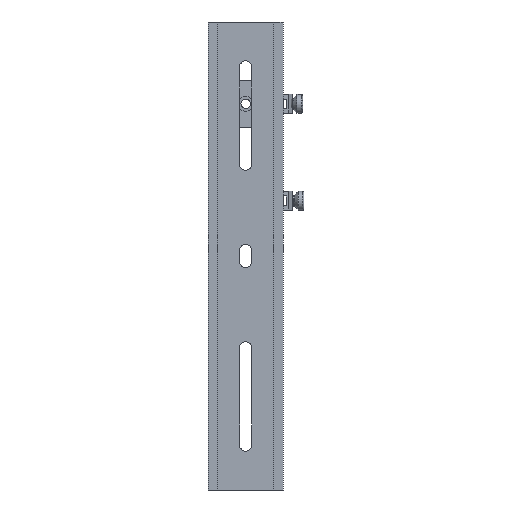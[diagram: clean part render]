
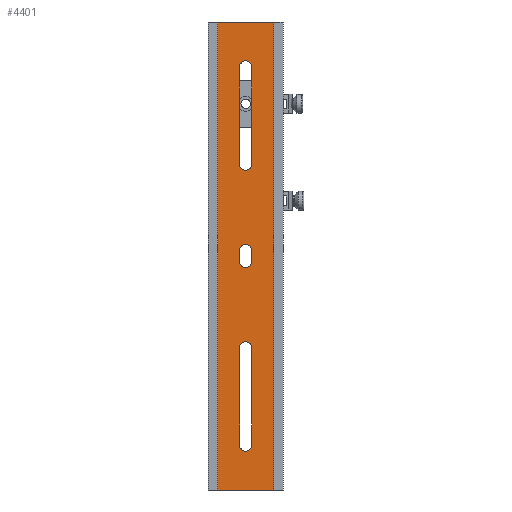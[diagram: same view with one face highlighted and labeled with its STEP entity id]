
A CAD part, front view. The second image highlights one B-rep face of the part: STEP entity #4401.
In plain terms, the highlighted planar face has unit normal (0, -1, 0).
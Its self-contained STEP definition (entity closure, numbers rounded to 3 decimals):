
#29 = CARTESIAN_POINT ( 'NONE',  ( -3.25, -6., 49. ) ) ;
#39 = CARTESIAN_POINT ( 'NONE',  ( -15., -6., 294.662 ) ) ;
#57 = ORIENTED_EDGE ( 'NONE', *, *, #2853, .F. ) ;
#76 = EDGE_LOOP ( 'NONE', ( #4547, #2750, #1611, #1181 ) ) ;
#242 = CARTESIAN_POINT ( 'NONE',  ( 3.25, -6., -49. ) ) ;
#274 = CIRCLE ( 'NONE', #3188, 3.25 ) ;
#384 = DIRECTION ( 'NONE',  ( 0., 0., -1. ) ) ;
#385 = LINE ( 'NONE', #3855, #439 ) ;
#412 = DIRECTION ( 'NONE',  ( 1., 0., 0. ) ) ;
#439 = VECTOR ( 'NONE', #5581, 1000. ) ;
#552 = CARTESIAN_POINT ( 'NONE',  ( 3.25, -6., -3. ) ) ;
#576 = ORIENTED_EDGE ( 'NONE', *, *, #1996, .T. ) ;
#613 = ORIENTED_EDGE ( 'NONE', *, *, #3561, .T. ) ;
#627 = VERTEX_POINT ( 'NONE', #242 ) ;
#659 = EDGE_LOOP ( 'NONE', ( #1942, #613, #2626, #1667 ) ) ;
#663 = VECTOR ( 'NONE', #384, 1000. ) ;
#668 = CARTESIAN_POINT ( 'NONE',  ( 15., -6., 294.662 ) ) ;
#689 = DIRECTION ( 'NONE',  ( 1., 0., 0. ) ) ;
#719 = CARTESIAN_POINT ( 'NONE',  ( 0., -6., -125. ) ) ;
#750 = DIRECTION ( 'NONE',  ( 0., 0., -1. ) ) ;
#814 = FACE_OUTER_BOUND ( 'NONE', #659, .T. ) ;
#846 = FACE_BOUND ( 'NONE', #1531, .T. ) ;
#861 = CARTESIAN_POINT ( 'NONE',  ( 3.25, -6., 0. ) ) ;
#878 = DIRECTION ( 'NONE',  ( 0., -1., 0. ) ) ;
#916 = CARTESIAN_POINT ( 'NONE',  ( 0., -6., 49. ) ) ;
#975 = VERTEX_POINT ( 'NONE', #2612 ) ;
#1095 = VERTEX_POINT ( 'NONE', #4456 ) ;
#1123 = CARTESIAN_POINT ( 'NONE',  ( -3.25, -6., -101. ) ) ;
#1143 = DIRECTION ( 'NONE',  ( 0., 0., -1. ) ) ;
#1177 = DIRECTION ( 'NONE',  ( 0., -1., 0. ) ) ;
#1181 = ORIENTED_EDGE ( 'NONE', *, *, #4418, .F. ) ;
#1200 = VERTEX_POINT ( 'NONE', #1422 ) ;
#1219 = CARTESIAN_POINT ( 'NONE',  ( -15., -6., 125. ) ) ;
#1255 = CARTESIAN_POINT ( 'NONE',  ( -3.25, -6., -3. ) ) ;
#1256 = DIRECTION ( 'NONE',  ( 1., 0., 0. ) ) ;
#1269 = CARTESIAN_POINT ( 'NONE',  ( 0., -6., 0. ) ) ;
#1287 = LINE ( 'NONE', #3523, #4803 ) ;
#1347 = CARTESIAN_POINT ( 'NONE',  ( 3.25, -6., 49. ) ) ;
#1422 = CARTESIAN_POINT ( 'NONE',  ( -3.25, -6., 101. ) ) ;
#1464 = VECTOR ( 'NONE', #4317, 1000. ) ;
#1498 = CARTESIAN_POINT ( 'NONE',  ( 0., -6., 125. ) ) ;
#1531 = EDGE_LOOP ( 'NONE', ( #3945, #2459, #57, #2551 ) ) ;
#1611 = ORIENTED_EDGE ( 'NONE', *, *, #1770, .F. ) ;
#1648 = CIRCLE ( 'NONE', #4810, 3.25 ) ;
#1667 = ORIENTED_EDGE ( 'NONE', *, *, #5173, .F. ) ;
#1770 = EDGE_CURVE ( 'NONE', #5518, #5092, #1648, .T. ) ;
#1942 = ORIENTED_EDGE ( 'NONE', *, *, #3285, .T. ) ;
#1967 = CARTESIAN_POINT ( 'NONE',  ( 3.25, -6., 0. ) ) ;
#1996 = EDGE_CURVE ( 'NONE', #627, #2298, #3365, .T. ) ;
#2020 = EDGE_CURVE ( 'NONE', #2518, #5092, #2704, .T. ) ;
#2083 = CIRCLE ( 'NONE', #3168, 3.25 ) ;
#2128 = PLANE ( 'NONE',  #2895 ) ;
#2138 = CARTESIAN_POINT ( 'NONE',  ( 3.25, -6., 101. ) ) ;
#2154 = DIRECTION ( 'NONE',  ( 0., -1., 0. ) ) ;
#2174 = DIRECTION ( 'NONE',  ( 1., 0., 0. ) ) ;
#2186 = VECTOR ( 'NONE', #3746, 1000. ) ;
#2255 = CIRCLE ( 'NONE', #2341, 3.25 ) ;
#2292 = EDGE_LOOP ( 'NONE', ( #3176, #576, #5490, #2511 ) ) ;
#2298 = VERTEX_POINT ( 'NONE', #4655 ) ;
#2341 = AXIS2_PLACEMENT_3D ( 'NONE', #2455, #1177, #689 ) ;
#2397 = DIRECTION ( 'NONE',  ( 1., 0., 0. ) ) ;
#2455 = CARTESIAN_POINT ( 'NONE',  ( 0., -6., -49. ) ) ;
#2459 = ORIENTED_EDGE ( 'NONE', *, *, #5397, .T. ) ;
#2468 = VERTEX_POINT ( 'NONE', #29 ) ;
#2484 = VERTEX_POINT ( 'NONE', #2138 ) ;
#2511 = ORIENTED_EDGE ( 'NONE', *, *, #2517, .F. ) ;
#2512 = VECTOR ( 'NONE', #2174, 1000. ) ;
#2517 = EDGE_CURVE ( 'NONE', #975, #3546, #1287, .T. ) ;
#2518 = VERTEX_POINT ( 'NONE', #2590 ) ;
#2551 = ORIENTED_EDGE ( 'NONE', *, *, #5413, .F. ) ;
#2585 = DIRECTION ( 'NONE',  ( 1., 0., 0. ) ) ;
#2590 = CARTESIAN_POINT ( 'NONE',  ( 3.25, -6., 3. ) ) ;
#2596 = CARTESIAN_POINT ( 'NONE',  ( 0., -6., -101. ) ) ;
#2612 = CARTESIAN_POINT ( 'NONE',  ( -3.25, -6., -49. ) ) ;
#2626 = ORIENTED_EDGE ( 'NONE', *, *, #3095, .T. ) ;
#2653 = DIRECTION ( 'NONE',  ( 0., -1., 0. ) ) ;
#2701 = VECTOR ( 'NONE', #4627, 1000. ) ;
#2704 = LINE ( 'NONE', #861, #1464 ) ;
#2720 = CARTESIAN_POINT ( 'NONE',  ( 15., -6., -125. ) ) ;
#2750 = ORIENTED_EDGE ( 'NONE', *, *, #2020, .T. ) ;
#2789 = CARTESIAN_POINT ( 'NONE',  ( -3.25, -6., 0. ) ) ;
#2853 = EDGE_CURVE ( 'NONE', #2468, #3743, #274, .T. ) ;
#2860 = DIRECTION ( 'NONE',  ( 0., -1., 0. ) ) ;
#2879 = EDGE_CURVE ( 'NONE', #2484, #1200, #3362, .T. ) ;
#2895 = AXIS2_PLACEMENT_3D ( 'NONE', #1269, #4731, #3009 ) ;
#3009 = DIRECTION ( 'NONE',  ( 1., 0., 0. ) ) ;
#3089 = AXIS2_PLACEMENT_3D ( 'NONE', #4364, #878, #2585 ) ;
#3095 = EDGE_CURVE ( 'NONE', #4130, #4190, #4133, .T. ) ;
#3168 = AXIS2_PLACEMENT_3D ( 'NONE', #5569, #3550, #1256 ) ;
#3176 = ORIENTED_EDGE ( 'NONE', *, *, #3594, .F. ) ;
#3188 = AXIS2_PLACEMENT_3D ( 'NONE', #916, #2653, #4828 ) ;
#3207 = LINE ( 'NONE', #1498, #2512 ) ;
#3285 = EDGE_CURVE ( 'NONE', #4811, #1095, #3487, .T. ) ;
#3327 = LINE ( 'NONE', #2789, #2701 ) ;
#3362 = CIRCLE ( 'NONE', #3089, 3.25 ) ;
#3365 = LINE ( 'NONE', #4634, #4539 ) ;
#3487 = LINE ( 'NONE', #39, #663 ) ;
#3523 = CARTESIAN_POINT ( 'NONE',  ( -3.25, -6., 0. ) ) ;
#3524 = VECTOR ( 'NONE', #2397, 1000. ) ;
#3546 = VERTEX_POINT ( 'NONE', #1123 ) ;
#3550 = DIRECTION ( 'NONE',  ( 0., -1., 0. ) ) ;
#3561 = EDGE_CURVE ( 'NONE', #1095, #4130, #4604, .T. ) ;
#3594 = EDGE_CURVE ( 'NONE', #627, #975, #2255, .T. ) ;
#3743 = VERTEX_POINT ( 'NONE', #1347 ) ;
#3746 = DIRECTION ( 'NONE',  ( 0., 0., 1. ) ) ;
#3855 = CARTESIAN_POINT ( 'NONE',  ( -3.25, -6., 0. ) ) ;
#3934 = CARTESIAN_POINT ( 'NONE',  ( -3.25, -6., 3. ) ) ;
#3942 = CARTESIAN_POINT ( 'NONE',  ( 0., -6., -3. ) ) ;
#3945 = ORIENTED_EDGE ( 'NONE', *, *, #2879, .F. ) ;
#4059 = CIRCLE ( 'NONE', #5415, 3.25 ) ;
#4063 = EDGE_CURVE ( 'NONE', #2518, #5186, #2083, .T. ) ;
#4130 = VERTEX_POINT ( 'NONE', #2720 ) ;
#4133 = LINE ( 'NONE', #668, #2186 ) ;
#4190 = VERTEX_POINT ( 'NONE', #5412 ) ;
#4317 = DIRECTION ( 'NONE',  ( 0., 0., -1. ) ) ;
#4364 = CARTESIAN_POINT ( 'NONE',  ( 0., -6., 101. ) ) ;
#4401 = ADVANCED_FACE ( 'NONE', ( #4697, #814, #846, #5155 ), #2128, .T. ) ;
#4418 = EDGE_CURVE ( 'NONE', #5186, #5518, #385, .T. ) ;
#4456 = CARTESIAN_POINT ( 'NONE',  ( -15., -6., -125. ) ) ;
#4539 = VECTOR ( 'NONE', #750, 1000. ) ;
#4547 = ORIENTED_EDGE ( 'NONE', *, *, #4063, .F. ) ;
#4604 = LINE ( 'NONE', #719, #3524 ) ;
#4627 = DIRECTION ( 'NONE',  ( 0., 0., -1. ) ) ;
#4634 = CARTESIAN_POINT ( 'NONE',  ( 3.25, -6., 0. ) ) ;
#4655 = CARTESIAN_POINT ( 'NONE',  ( 3.25, -6., -101. ) ) ;
#4697 = FACE_BOUND ( 'NONE', #2292, .T. ) ;
#4731 = DIRECTION ( 'NONE',  ( 0., -1., 0. ) ) ;
#4744 = DIRECTION ( 'NONE',  ( 0., 0., -1. ) ) ;
#4803 = VECTOR ( 'NONE', #4744, 1000. ) ;
#4810 = AXIS2_PLACEMENT_3D ( 'NONE', #3942, #2154, #412 ) ;
#4811 = VERTEX_POINT ( 'NONE', #1219 ) ;
#4828 = DIRECTION ( 'NONE',  ( 1., 0., 0. ) ) ;
#5029 = LINE ( 'NONE', #1967, #5421 ) ;
#5092 = VERTEX_POINT ( 'NONE', #552 ) ;
#5146 = DIRECTION ( 'NONE',  ( 1., 0., 0. ) ) ;
#5155 = FACE_BOUND ( 'NONE', #76, .T. ) ;
#5173 = EDGE_CURVE ( 'NONE', #4811, #4190, #3207, .T. ) ;
#5186 = VERTEX_POINT ( 'NONE', #3934 ) ;
#5233 = EDGE_CURVE ( 'NONE', #3546, #2298, #4059, .T. ) ;
#5397 = EDGE_CURVE ( 'NONE', #2484, #3743, #5029, .T. ) ;
#5412 = CARTESIAN_POINT ( 'NONE',  ( 15., -6., 125. ) ) ;
#5413 = EDGE_CURVE ( 'NONE', #1200, #2468, #3327, .T. ) ;
#5415 = AXIS2_PLACEMENT_3D ( 'NONE', #2596, #2860, #5146 ) ;
#5421 = VECTOR ( 'NONE', #1143, 1000. ) ;
#5490 = ORIENTED_EDGE ( 'NONE', *, *, #5233, .F. ) ;
#5518 = VERTEX_POINT ( 'NONE', #1255 ) ;
#5569 = CARTESIAN_POINT ( 'NONE',  ( 0., -6., 3. ) ) ;
#5581 = DIRECTION ( 'NONE',  ( 0., 0., -1. ) ) ;
